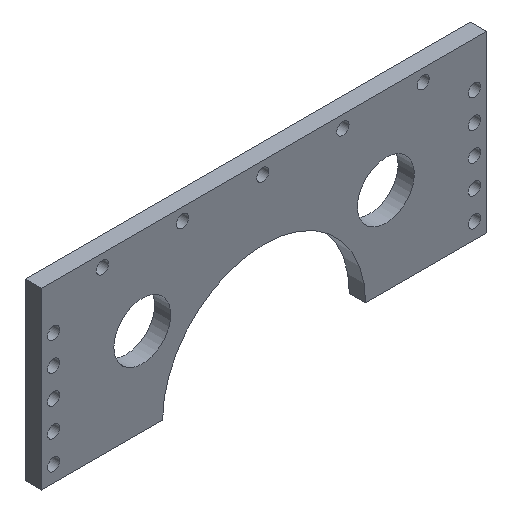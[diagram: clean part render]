
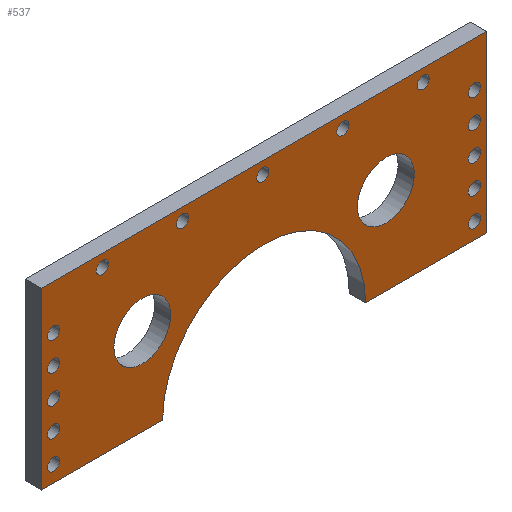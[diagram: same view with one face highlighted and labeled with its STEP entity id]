
A CAD part, isometric view. The second image highlights one B-rep face of the part: STEP entity #537.
In plain terms, the highlighted planar face has unit normal (0, -1, 0).
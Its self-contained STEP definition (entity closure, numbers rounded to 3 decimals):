
#32=FACE_BOUND('',#123,.T.);
#33=FACE_BOUND('',#124,.T.);
#34=FACE_BOUND('',#125,.T.);
#35=FACE_BOUND('',#126,.T.);
#36=FACE_BOUND('',#127,.T.);
#37=FACE_BOUND('',#128,.T.);
#38=FACE_BOUND('',#129,.T.);
#39=FACE_BOUND('',#130,.T.);
#40=FACE_BOUND('',#131,.T.);
#41=FACE_BOUND('',#132,.T.);
#42=FACE_BOUND('',#133,.T.);
#43=FACE_BOUND('',#134,.T.);
#44=FACE_BOUND('',#135,.T.);
#45=FACE_BOUND('',#136,.T.);
#46=FACE_BOUND('',#137,.T.);
#47=FACE_BOUND('',#138,.T.);
#48=FACE_BOUND('',#139,.T.);
#55=PLANE('',#612);
#80=FACE_OUTER_BOUND('',#122,.T.);
#122=EDGE_LOOP('',(#472,#473,#474,#475,#476,#477));
#123=EDGE_LOOP('',(#478));
#124=EDGE_LOOP('',(#479));
#125=EDGE_LOOP('',(#480));
#126=EDGE_LOOP('',(#481));
#127=EDGE_LOOP('',(#482));
#128=EDGE_LOOP('',(#483));
#129=EDGE_LOOP('',(#484));
#130=EDGE_LOOP('',(#485));
#131=EDGE_LOOP('',(#486));
#132=EDGE_LOOP('',(#487));
#133=EDGE_LOOP('',(#488));
#134=EDGE_LOOP('',(#489));
#135=EDGE_LOOP('',(#490));
#136=EDGE_LOOP('',(#491));
#137=EDGE_LOOP('',(#492));
#138=EDGE_LOOP('',(#493));
#139=EDGE_LOOP('',(#494));
#147=LINE('',#816,#180);
#161=LINE('',#884,#194);
#164=LINE('',#890,#197);
#171=LINE('',#907,#204);
#172=LINE('',#909,#205);
#180=VECTOR('',#666,10.);
#194=VECTOR('',#742,10.);
#197=VECTOR('',#747,10.);
#204=VECTOR('',#764,10.);
#205=VECTOR('',#767,10.);
#206=CIRCLE('',#553,7.);
#208=CIRCLE('',#556,7.);
#210=CIRCLE('',#559,1.5);
#212=CIRCLE('',#562,1.5);
#214=CIRCLE('',#565,1.5);
#216=CIRCLE('',#568,1.5);
#218=CIRCLE('',#571,1.5);
#220=CIRCLE('',#575,1.5);
#222=CIRCLE('',#578,1.5);
#224=CIRCLE('',#581,1.5);
#226=CIRCLE('',#584,1.5);
#228=CIRCLE('',#587,1.5);
#230=CIRCLE('',#590,1.5);
#232=CIRCLE('',#593,1.5);
#234=CIRCLE('',#596,1.5);
#236=CIRCLE('',#599,1.5);
#238=CIRCLE('',#602,1.5);
#240=CIRCLE('',#607,25.);
#242=VERTEX_POINT('',#772);
#244=VERTEX_POINT('',#778);
#246=VERTEX_POINT('',#784);
#248=VERTEX_POINT('',#790);
#250=VERTEX_POINT('',#796);
#252=VERTEX_POINT('',#802);
#254=VERTEX_POINT('',#808);
#256=VERTEX_POINT('',#814);
#257=VERTEX_POINT('',#815);
#260=VERTEX_POINT('',#823);
#262=VERTEX_POINT('',#829);
#264=VERTEX_POINT('',#835);
#266=VERTEX_POINT('',#841);
#268=VERTEX_POINT('',#847);
#270=VERTEX_POINT('',#853);
#272=VERTEX_POINT('',#859);
#274=VERTEX_POINT('',#865);
#276=VERTEX_POINT('',#871);
#278=VERTEX_POINT('',#877);
#280=VERTEX_POINT('',#883);
#282=VERTEX_POINT('',#889);
#284=VERTEX_POINT('',#895);
#285=VERTEX_POINT('',#896);
#288=EDGE_CURVE('',#242,#242,#206,.T.);
#291=EDGE_CURVE('',#244,#244,#208,.T.);
#294=EDGE_CURVE('',#246,#246,#210,.T.);
#297=EDGE_CURVE('',#248,#248,#212,.T.);
#300=EDGE_CURVE('',#250,#250,#214,.T.);
#303=EDGE_CURVE('',#252,#252,#216,.T.);
#306=EDGE_CURVE('',#254,#254,#218,.T.);
#309=EDGE_CURVE('',#256,#257,#147,.T.);
#313=EDGE_CURVE('',#260,#260,#220,.T.);
#316=EDGE_CURVE('',#262,#262,#222,.T.);
#319=EDGE_CURVE('',#264,#264,#224,.T.);
#322=EDGE_CURVE('',#266,#266,#226,.T.);
#325=EDGE_CURVE('',#268,#268,#228,.T.);
#328=EDGE_CURVE('',#270,#270,#230,.T.);
#331=EDGE_CURVE('',#272,#272,#232,.T.);
#334=EDGE_CURVE('',#274,#274,#234,.T.);
#337=EDGE_CURVE('',#276,#276,#236,.T.);
#340=EDGE_CURVE('',#278,#278,#238,.T.);
#343=EDGE_CURVE('',#280,#257,#161,.T.);
#346=EDGE_CURVE('',#282,#256,#164,.T.);
#349=EDGE_CURVE('',#284,#285,#240,.T.);
#355=EDGE_CURVE('',#284,#282,#171,.T.);
#356=EDGE_CURVE('',#285,#280,#172,.T.);
#472=ORIENTED_EDGE('',*,*,#349,.T.);
#473=ORIENTED_EDGE('',*,*,#356,.T.);
#474=ORIENTED_EDGE('',*,*,#343,.T.);
#475=ORIENTED_EDGE('',*,*,#309,.F.);
#476=ORIENTED_EDGE('',*,*,#346,.F.);
#477=ORIENTED_EDGE('',*,*,#355,.F.);
#478=ORIENTED_EDGE('',*,*,#288,.T.);
#479=ORIENTED_EDGE('',*,*,#291,.T.);
#480=ORIENTED_EDGE('',*,*,#294,.T.);
#481=ORIENTED_EDGE('',*,*,#297,.T.);
#482=ORIENTED_EDGE('',*,*,#300,.T.);
#483=ORIENTED_EDGE('',*,*,#303,.T.);
#484=ORIENTED_EDGE('',*,*,#306,.T.);
#485=ORIENTED_EDGE('',*,*,#313,.T.);
#486=ORIENTED_EDGE('',*,*,#316,.T.);
#487=ORIENTED_EDGE('',*,*,#319,.T.);
#488=ORIENTED_EDGE('',*,*,#322,.T.);
#489=ORIENTED_EDGE('',*,*,#325,.T.);
#490=ORIENTED_EDGE('',*,*,#328,.T.);
#491=ORIENTED_EDGE('',*,*,#331,.T.);
#492=ORIENTED_EDGE('',*,*,#334,.T.);
#493=ORIENTED_EDGE('',*,*,#337,.T.);
#494=ORIENTED_EDGE('',*,*,#340,.T.);
#537=ADVANCED_FACE('',(#80,#32,#33,#34,#35,#36,#37,#38,#39,#40,#41,#42,
#43,#44,#45,#46,#47,#48),#55,.F.);
#553=AXIS2_PLACEMENT_3D('',#773,#617,#618);
#556=AXIS2_PLACEMENT_3D('',#779,#624,#625);
#559=AXIS2_PLACEMENT_3D('',#785,#631,#632);
#562=AXIS2_PLACEMENT_3D('',#791,#638,#639);
#565=AXIS2_PLACEMENT_3D('',#797,#645,#646);
#568=AXIS2_PLACEMENT_3D('',#803,#652,#653);
#571=AXIS2_PLACEMENT_3D('',#809,#659,#660);
#575=AXIS2_PLACEMENT_3D('',#824,#672,#673);
#578=AXIS2_PLACEMENT_3D('',#830,#679,#680);
#581=AXIS2_PLACEMENT_3D('',#836,#686,#687);
#584=AXIS2_PLACEMENT_3D('',#842,#693,#694);
#587=AXIS2_PLACEMENT_3D('',#848,#700,#701);
#590=AXIS2_PLACEMENT_3D('',#854,#707,#708);
#593=AXIS2_PLACEMENT_3D('',#860,#714,#715);
#596=AXIS2_PLACEMENT_3D('',#866,#721,#722);
#599=AXIS2_PLACEMENT_3D('',#872,#728,#729);
#602=AXIS2_PLACEMENT_3D('',#878,#735,#736);
#607=AXIS2_PLACEMENT_3D('',#897,#752,#753);
#612=AXIS2_PLACEMENT_3D('',#910,#768,#769);
#617=DIRECTION('center_axis',(0.,1.,0.));
#618=DIRECTION('ref_axis',(-1.,0.,0.));
#624=DIRECTION('center_axis',(0.,1.,0.));
#625=DIRECTION('ref_axis',(-1.,0.,0.));
#631=DIRECTION('center_axis',(0.,1.,0.));
#632=DIRECTION('ref_axis',(-1.,0.,0.));
#638=DIRECTION('center_axis',(0.,1.,0.));
#639=DIRECTION('ref_axis',(-1.,0.,0.));
#645=DIRECTION('center_axis',(0.,1.,0.));
#646=DIRECTION('ref_axis',(-1.,0.,0.));
#652=DIRECTION('center_axis',(0.,1.,0.));
#653=DIRECTION('ref_axis',(-1.,0.,0.));
#659=DIRECTION('center_axis',(0.,1.,0.));
#660=DIRECTION('ref_axis',(-1.,0.,0.));
#666=DIRECTION('',(1.,0.,0.));
#672=DIRECTION('center_axis',(0.,1.,0.));
#673=DIRECTION('ref_axis',(-1.,0.,0.));
#679=DIRECTION('center_axis',(0.,1.,0.));
#680=DIRECTION('ref_axis',(-1.,0.,0.));
#686=DIRECTION('center_axis',(0.,1.,0.));
#687=DIRECTION('ref_axis',(-1.,0.,0.));
#693=DIRECTION('center_axis',(0.,1.,0.));
#694=DIRECTION('ref_axis',(-1.,0.,0.));
#700=DIRECTION('center_axis',(0.,1.,0.));
#701=DIRECTION('ref_axis',(-1.,0.,0.));
#707=DIRECTION('center_axis',(0.,1.,0.));
#708=DIRECTION('ref_axis',(-1.,0.,0.));
#714=DIRECTION('center_axis',(0.,1.,0.));
#715=DIRECTION('ref_axis',(-1.,0.,0.));
#721=DIRECTION('center_axis',(0.,1.,0.));
#722=DIRECTION('ref_axis',(-1.,0.,0.));
#728=DIRECTION('center_axis',(0.,1.,0.));
#729=DIRECTION('ref_axis',(-1.,0.,0.));
#735=DIRECTION('center_axis',(0.,1.,0.));
#736=DIRECTION('ref_axis',(-1.,0.,0.));
#742=DIRECTION('',(0.,0.,1.));
#747=DIRECTION('',(0.,0.,1.));
#752=DIRECTION('center_axis',(0.,1.,0.));
#753=DIRECTION('ref_axis',(-1.,0.,0.));
#764=DIRECTION('',(-1.,0.,0.));
#767=DIRECTION('',(1.,0.,0.));
#768=DIRECTION('center_axis',(0.,1.,0.));
#769=DIRECTION('ref_axis',(1.,0.,0.));
#772=CARTESIAN_POINT('',(37.,30.,18.276));
#773=CARTESIAN_POINT('Origin',(30.,30.,18.276));
#778=CARTESIAN_POINT('',(-23.,30.,18.276));
#779=CARTESIAN_POINT('Origin',(-30.,30.,18.276));
#784=CARTESIAN_POINT('',(40.671,30.,36.776));
#785=CARTESIAN_POINT('Origin',(39.171,30.,36.776));
#790=CARTESIAN_POINT('',(20.921,30.,36.776));
#791=CARTESIAN_POINT('Origin',(19.421,30.,36.776));
#796=CARTESIAN_POINT('',(-18.579,30.,36.776));
#797=CARTESIAN_POINT('Origin',(-20.079,30.,36.776));
#802=CARTESIAN_POINT('',(1.171,30.,36.776));
#803=CARTESIAN_POINT('Origin',(-0.329,30.,36.776));
#808=CARTESIAN_POINT('',(-38.329,30.,36.776));
#809=CARTESIAN_POINT('Origin',(-39.829,30.,36.776));
#814=CARTESIAN_POINT('',(-54.829,30.,39.776));
#815=CARTESIAN_POINT('',(54.83,30.,39.776));
#816=CARTESIAN_POINT('',(-47.329,30.,39.776));
#823=CARTESIAN_POINT('',(-50.329,30.,14.776));
#824=CARTESIAN_POINT('Origin',(-51.829,30.,14.776));
#829=CARTESIAN_POINT('',(53.33,30.,21.775));
#830=CARTESIAN_POINT('Origin',(51.83,30.,21.775));
#835=CARTESIAN_POINT('',(53.329,30.,0.775));
#836=CARTESIAN_POINT('Origin',(51.829,30.,0.775));
#841=CARTESIAN_POINT('',(53.33,30.,28.775));
#842=CARTESIAN_POINT('Origin',(51.83,30.,28.775));
#847=CARTESIAN_POINT('',(-50.329,30.,21.776));
#848=CARTESIAN_POINT('Origin',(-51.829,30.,21.776));
#853=CARTESIAN_POINT('',(-50.329,30.,7.776));
#854=CARTESIAN_POINT('Origin',(-51.829,30.,7.776));
#859=CARTESIAN_POINT('',(53.329,30.,14.775));
#860=CARTESIAN_POINT('Origin',(51.829,30.,14.775));
#865=CARTESIAN_POINT('',(53.329,30.,7.775));
#866=CARTESIAN_POINT('Origin',(51.829,30.,7.775));
#871=CARTESIAN_POINT('',(-50.329,30.,0.776));
#872=CARTESIAN_POINT('Origin',(-51.829,30.,0.776));
#877=CARTESIAN_POINT('',(-50.329,30.,28.776));
#878=CARTESIAN_POINT('Origin',(-51.829,30.,28.776));
#883=CARTESIAN_POINT('',(54.83,30.,-3.224));
#884=CARTESIAN_POINT('',(54.83,30.,33.776));
#889=CARTESIAN_POINT('',(-54.829,30.,-3.224));
#890=CARTESIAN_POINT('',(-54.829,30.,-3.224));
#895=CARTESIAN_POINT('',(-25.,30.,-3.224));
#896=CARTESIAN_POINT('',(25.,30.,-3.224));
#897=CARTESIAN_POINT('Origin',(0.,30.,-3.224));
#907=CARTESIAN_POINT('',(47.33,30.,-3.224));
#909=CARTESIAN_POINT('',(47.33,30.,-3.224));
#910=CARTESIAN_POINT('Origin',(0.,30.,4.376));
